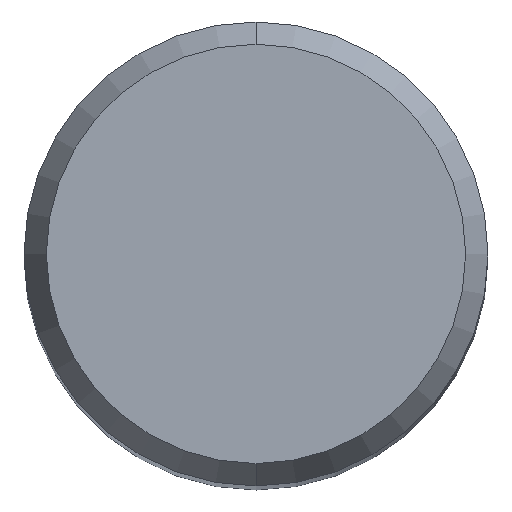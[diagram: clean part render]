
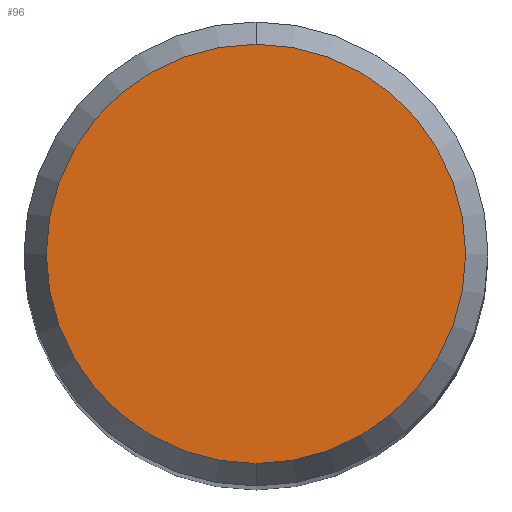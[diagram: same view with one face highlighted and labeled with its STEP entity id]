
A CAD part, top view. The second image highlights one B-rep face of the part: STEP entity #96.
In plain terms, the highlighted planar face has unit normal (0, 0, 1).
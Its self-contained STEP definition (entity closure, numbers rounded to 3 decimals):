
#88=EDGE_CURVE('',#132,#102,#197,.T.);
#96=ADVANCED_FACE('',(#205),#206,.T.);
#102=VERTEX_POINT('',#212);
#132=VERTEX_POINT('',#245);
#140=EDGE_CURVE('',#102,#132,#254,.T.);
#197=CIRCLE('',#308,4.304);
#205=FACE_OUTER_BOUND('',#318,.T.);
#206=PLANE('',#319);
#212=CARTESIAN_POINT('',(0.0,4.304,0.));
#245=CARTESIAN_POINT('',(0.,-4.304,0.));
#254=CIRCLE('',#380,4.304);
#308=AXIS2_PLACEMENT_3D('',#448,#449,#450);
#318=EDGE_LOOP('',(#453,#454));
#319=AXIS2_PLACEMENT_3D('',#455,#456,#457);
#380=AXIS2_PLACEMENT_3D('',#509,#510,#511);
#448=CARTESIAN_POINT('',(0.0,0.0,0.));
#449=DIRECTION('',(0.0,0.0,-1.0));
#450=DIRECTION('',(0.0,1.0,0.0));
#453=ORIENTED_EDGE('',*,*,#140,.F.);
#454=ORIENTED_EDGE('',*,*,#88,.F.);
#455=CARTESIAN_POINT('',(0.0,2.152,0.));
#456=DIRECTION('',(-0.0,0.0,1.0));
#457=DIRECTION('',(0.0,-1.0,0.0));
#509=CARTESIAN_POINT('',(0.0,0.0,0.));
#510=DIRECTION('',(0.0,0.0,-1.0));
#511=DIRECTION('',(0.0,1.0,0.0));
